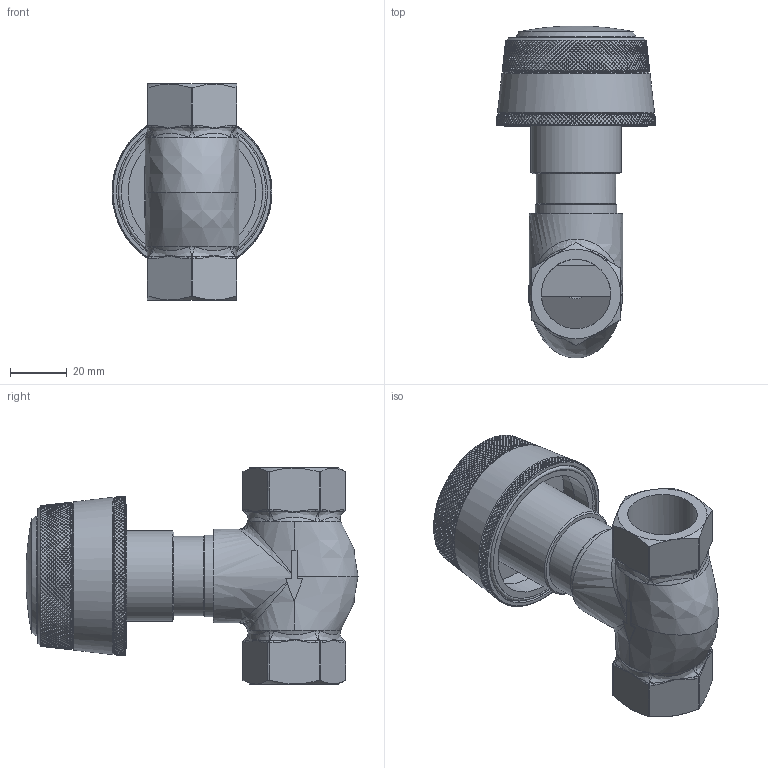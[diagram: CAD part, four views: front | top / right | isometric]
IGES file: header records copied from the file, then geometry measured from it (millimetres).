
Global section: file name: T1007-R; native system: Autodesk Inventor 2020; preprocessor: unknown; author: camerond; date: 20200204.082101; units: millimetre
Bounding box: 56.42 x 117.1 x 76.2 mm (x, y, z)
Volume: 100685.5 mm3; surface area: 74517.5 mm2
Topology: 20 solids, 20 shells, 13977 faces, 29828 edges, 15937 vertices
Faces by surface type: bspline 13977
